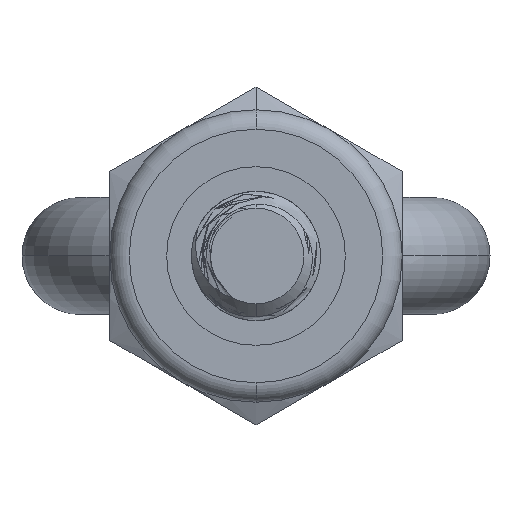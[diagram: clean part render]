
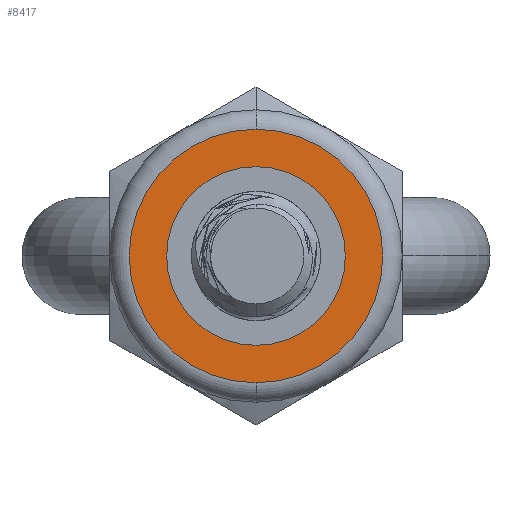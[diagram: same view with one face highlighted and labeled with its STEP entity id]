
A CAD part, front view. The second image highlights one B-rep face of the part: STEP entity #8417.
In plain terms, the highlighted face is planar.
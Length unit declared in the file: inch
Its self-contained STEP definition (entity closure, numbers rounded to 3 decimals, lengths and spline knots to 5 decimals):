
#202 = EDGE_LOOP ( 'NONE', ( #4617, #2642 ) ) ;
#605 = EDGE_CURVE ( 'NONE', #2413, #5092, #8752, .T. ) ;
#678 = CARTESIAN_POINT ( 'NONE',  ( 0., 0.125, 0. ) ) ;
#857 = ORIENTED_EDGE ( 'NONE', *, *, #605, .F. ) ;
#877 = CARTESIAN_POINT ( 'NONE',  ( 0., 0.125, -0.13542 ) ) ;
#1059 = DIRECTION ( 'NONE',  ( 0., 0., -1. ) ) ;
#1362 = CARTESIAN_POINT ( 'NONE',  ( 0., 0.125, 0.09547 ) ) ;
#1380 = CIRCLE ( 'NONE', #3681, 0.13542 ) ;
#1547 = AXIS2_PLACEMENT_3D ( 'NONE', #4016, #6733, #8131 ) ;
#1595 = CARTESIAN_POINT ( 'NONE',  ( 0., 0.125, 0. ) ) ;
#1978 = CIRCLE ( 'NONE', #1547, 0.09547 ) ;
#1992 = DIRECTION ( 'NONE',  ( 0., -1., 0. ) ) ;
#2209 = CARTESIAN_POINT ( 'NONE',  ( 0., 0.125, -0.09547 ) ) ;
#2325 = EDGE_CURVE ( 'NONE', #5092, #2413, #1380, .T. ) ;
#2413 = VERTEX_POINT ( 'NONE', #6576 ) ;
#2642 = ORIENTED_EDGE ( 'NONE', *, *, #3761, .T. ) ;
#3196 = DIRECTION ( 'NONE',  ( 0., -1., 0. ) ) ;
#3242 = ORIENTED_EDGE ( 'NONE', *, *, #2325, .F. ) ;
#3571 = AXIS2_PLACEMENT_3D ( 'NONE', #6559, #3196, #4462 ) ;
#3681 = AXIS2_PLACEMENT_3D ( 'NONE', #1595, #7027, #5685 ) ;
#3703 = EDGE_CURVE ( 'NONE', #5996, #5350, #1978, .T. ) ;
#3761 = EDGE_CURVE ( 'NONE', #5350, #5996, #8008, .T. ) ;
#3786 = FACE_BOUND ( 'NONE', #202, .T. ) ;
#3807 = CARTESIAN_POINT ( 'NONE',  ( 0., 0.125, 0. ) ) ;
#4016 = CARTESIAN_POINT ( 'NONE',  ( 0., 0.125, 0. ) ) ;
#4138 = AXIS2_PLACEMENT_3D ( 'NONE', #3807, #5873, #1059 ) ;
#4462 = DIRECTION ( 'NONE',  ( 0., 0., -1. ) ) ;
#4617 = ORIENTED_EDGE ( 'NONE', *, *, #3703, .T. ) ;
#5092 = VERTEX_POINT ( 'NONE', #877 ) ;
#5350 = VERTEX_POINT ( 'NONE', #1362 ) ;
#5500 = DIRECTION ( 'NONE',  ( 0., 0., -1. ) ) ;
#5685 = DIRECTION ( 'NONE',  ( 0., 0., -1. ) ) ;
#5873 = DIRECTION ( 'NONE',  ( 0., -1., 0. ) ) ;
#5960 = EDGE_LOOP ( 'NONE', ( #3242, #857 ) ) ;
#5996 = VERTEX_POINT ( 'NONE', #2209 ) ;
#6510 = FACE_OUTER_BOUND ( 'NONE', #5960, .T. ) ;
#6559 = CARTESIAN_POINT ( 'NONE',  ( 0.15625, 0.125, -0.09021 ) ) ;
#6576 = CARTESIAN_POINT ( 'NONE',  ( 0., 0.125, 0.13542 ) ) ;
#6604 = PLANE ( 'NONE',  #3571 ) ;
#6733 = DIRECTION ( 'NONE',  ( 0., -1., 0. ) ) ;
#7027 = DIRECTION ( 'NONE',  ( 0., -1., 0. ) ) ;
#8008 = CIRCLE ( 'NONE', #4138, 0.09547 ) ;
#8131 = DIRECTION ( 'NONE',  ( 0., 0., -1. ) ) ;
#8317 = AXIS2_PLACEMENT_3D ( 'NONE', #678, #1992, #5500 ) ;
#8417 = ADVANCED_FACE ( 'NONE', ( #3786, #6510 ), #6604, .F. ) ;
#8752 = CIRCLE ( 'NONE', #8317, 0.13542 ) ;
